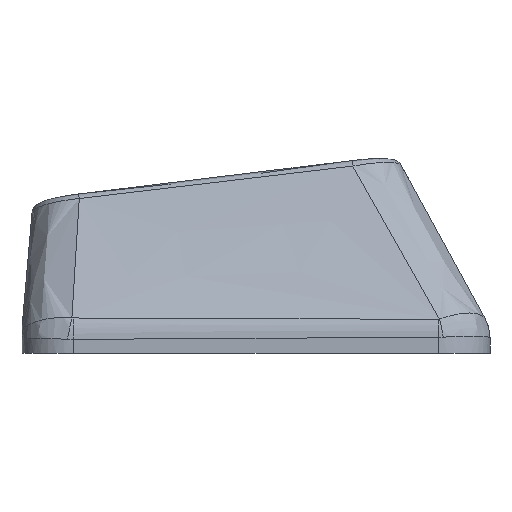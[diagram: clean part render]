
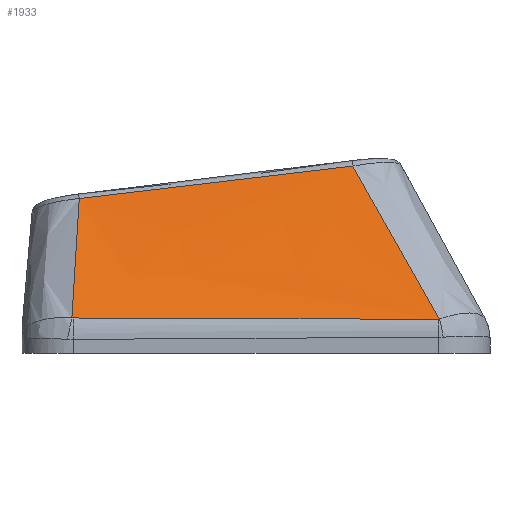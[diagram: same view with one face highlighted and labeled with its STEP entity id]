
A CAD part, left-side view. The second image highlights one B-rep face of the part: STEP entity #1933.
In plain terms, the highlighted free-form (B-spline) face has degree [3, 3] with [4, 4] control points.
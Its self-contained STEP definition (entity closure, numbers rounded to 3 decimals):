
#98=B_SPLINE_SURFACE_WITH_KNOTS('',3,3,((#4062,#4063,#4064,#4065),(#4066,
#4067,#4068,#4069),(#4070,#4071,#4072,#4073),(#4074,#4075,#4076,#4077)),
 .UNSPECIFIED.,.F.,.F.,.F.,(4,4),(4,4),(0.099,0.893),
(0.037,0.95),.UNSPECIFIED.);
#322=FACE_OUTER_BOUND('',#416,.T.);
#416=EDGE_LOOP('',(#1574,#1575,#1576,#1577,#1578,#1579));
#596=B_SPLINE_CURVE_WITH_KNOTS('',3,(#3740,#3741,#3742,#3743),
 .UNSPECIFIED.,.F.,.F.,(4,4),(0.,0.005),
 .UNSPECIFIED.);
#598=B_SPLINE_CURVE_WITH_KNOTS('',3,(#3767,#3768,#3769,#3770),
 .UNSPECIFIED.,.F.,.F.,(4,4),(0.,1.416),.UNSPECIFIED.);
#600=B_SPLINE_CURVE_WITH_KNOTS('',3,(#3794,#3795,#3796,#3797),
 .UNSPECIFIED.,.F.,.F.,(4,4),(0.,0.006),
 .UNSPECIFIED.);
#615=B_SPLINE_CURVE_WITH_KNOTS('',3,(#4079,#4080,#4081,#4082),
 .UNSPECIFIED.,.F.,.F.,(4,4),(0.03,0.781),
 .UNSPECIFIED.);
#616=B_SPLINE_CURVE_WITH_KNOTS('',3,(#4084,#4085,#4086,#4087),
 .UNSPECIFIED.,.F.,.F.,(4,4),(-1.069,0.),.UNSPECIFIED.);
#617=B_SPLINE_CURVE_WITH_KNOTS('',3,(#4088,#4089,#4090,#4091),
 .UNSPECIFIED.,.F.,.F.,(4,4),(-0.582,-0.025),
 .UNSPECIFIED.);
#827=VERTEX_POINT('',#3702);
#829=VERTEX_POINT('',#3733);
#831=VERTEX_POINT('',#3760);
#833=VERTEX_POINT('',#3787);
#849=VERTEX_POINT('',#4078);
#850=VERTEX_POINT('',#4083);
#1086=EDGE_CURVE('',#827,#829,#596,.T.);
#1089=EDGE_CURVE('',#829,#831,#598,.T.);
#1092=EDGE_CURVE('',#831,#833,#600,.T.);
#1116=EDGE_CURVE('',#849,#827,#615,.T.);
#1117=EDGE_CURVE('',#850,#849,#616,.T.);
#1118=EDGE_CURVE('',#833,#850,#617,.T.);
#1574=ORIENTED_EDGE('',*,*,#1092,.F.);
#1575=ORIENTED_EDGE('',*,*,#1089,.F.);
#1576=ORIENTED_EDGE('',*,*,#1086,.F.);
#1577=ORIENTED_EDGE('',*,*,#1116,.F.);
#1578=ORIENTED_EDGE('',*,*,#1117,.F.);
#1579=ORIENTED_EDGE('',*,*,#1118,.F.);
#1933=ADVANCED_FACE('',(#322),#98,.T.);
#3702=CARTESIAN_POINT('',(-16.051,-7.124,0.33));
#3733=CARTESIAN_POINT('',(-16.053,-7.077,0.326));
#3740=CARTESIAN_POINT('Ctrl Pts',(-16.051,-7.124,0.33));
#3741=CARTESIAN_POINT('Ctrl Pts',(-16.052,-7.108,0.328));
#3742=CARTESIAN_POINT('Ctrl Pts',(-16.053,-7.093,0.326));
#3743=CARTESIAN_POINT('Ctrl Pts',(-16.053,-7.077,0.326));
#3760=CARTESIAN_POINT('',(-15.974,7.086,0.377));
#3767=CARTESIAN_POINT('Ctrl Pts',(-16.053,-7.077,0.326));
#3768=CARTESIAN_POINT('Ctrl Pts',(-16.033,-2.356,0.342));
#3769=CARTESIAN_POINT('Ctrl Pts',(-16.008,2.365,0.359));
#3770=CARTESIAN_POINT('Ctrl Pts',(-15.974,7.086,0.377));
#3787=CARTESIAN_POINT('',(-15.97,7.144,0.382));
#3794=CARTESIAN_POINT('Ctrl Pts',(-15.974,7.086,0.377));
#3795=CARTESIAN_POINT('Ctrl Pts',(-15.974,7.106,0.377));
#3796=CARTESIAN_POINT('Ctrl Pts',(-15.973,7.125,0.379));
#3797=CARTESIAN_POINT('Ctrl Pts',(-15.97,7.144,0.382));
#4062=CARTESIAN_POINT('Ctrl Pts',(-12.906,-4.137,6.315));
#4063=CARTESIAN_POINT('Ctrl Pts',(-13.955,-5.133,4.319));
#4064=CARTESIAN_POINT('Ctrl Pts',(-15.004,-6.129,2.323));
#4065=CARTESIAN_POINT('Ctrl Pts',(-16.053,-7.125,0.327));
#4066=CARTESIAN_POINT('Ctrl Pts',(-12.906,-0.376,
5.875));
#4067=CARTESIAN_POINT('Ctrl Pts',(-13.955,-1.04,4.018));
#4068=CARTESIAN_POINT('Ctrl Pts',(-15.004,-1.705,2.161));
#4069=CARTESIAN_POINT('Ctrl Pts',(-16.053,-2.369,0.304));
#4070=CARTESIAN_POINT('Ctrl Pts',(-12.906,3.385,5.435));
#4071=CARTESIAN_POINT('Ctrl Pts',(-13.955,3.052,3.717));
#4072=CARTESIAN_POINT('Ctrl Pts',(-15.004,2.72,1.999));
#4073=CARTESIAN_POINT('Ctrl Pts',(-16.053,2.388,0.281));
#4074=CARTESIAN_POINT('Ctrl Pts',(-12.906,7.145,4.995));
#4075=CARTESIAN_POINT('Ctrl Pts',(-13.955,7.145,3.416));
#4076=CARTESIAN_POINT('Ctrl Pts',(-15.004,7.144,1.837));
#4077=CARTESIAN_POINT('Ctrl Pts',(-16.053,7.144,0.258));
#4078=CARTESIAN_POINT('',(-12.906,-3.756,6.271));
#4079=CARTESIAN_POINT('Ctrl Pts',(-12.906,-3.756,6.271));
#4080=CARTESIAN_POINT('Ctrl Pts',(-13.961,-4.885,4.296));
#4081=CARTESIAN_POINT('Ctrl Pts',(-15.008,-6.006,2.315));
#4082=CARTESIAN_POINT('Ctrl Pts',(-16.051,-7.124,0.33));
#4083=CARTESIAN_POINT('',(-12.917,6.858,5.013));
#4084=CARTESIAN_POINT('Ctrl Pts',(-12.917,6.858,5.013));
#4085=CARTESIAN_POINT('Ctrl Pts',(-12.914,3.32,5.43));
#4086=CARTESIAN_POINT('Ctrl Pts',(-12.91,-0.218,5.849));
#4087=CARTESIAN_POINT('Ctrl Pts',(-12.906,-3.756,6.271));
#4088=CARTESIAN_POINT('Ctrl Pts',(-15.97,7.144,0.382));
#4089=CARTESIAN_POINT('Ctrl Pts',(-14.947,7.041,1.923));
#4090=CARTESIAN_POINT('Ctrl Pts',(-13.929,6.944,3.467));
#4091=CARTESIAN_POINT('Ctrl Pts',(-12.917,6.858,5.013));
